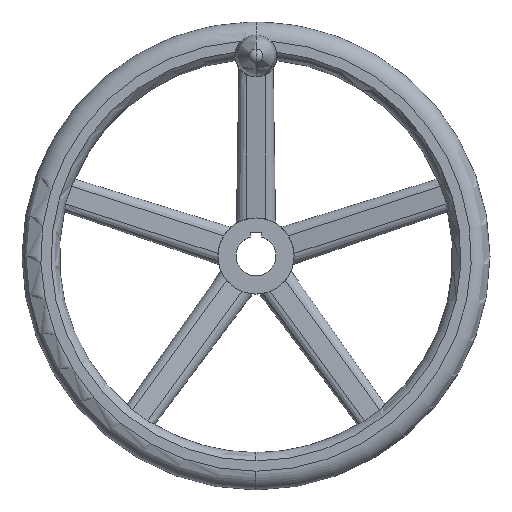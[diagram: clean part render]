
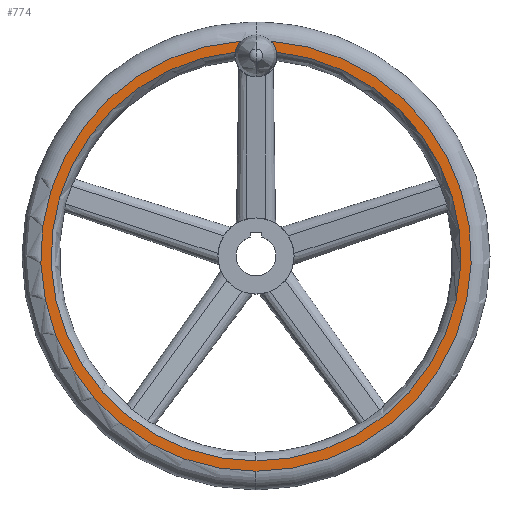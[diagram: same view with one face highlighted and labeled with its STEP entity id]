
A CAD part, top view. The second image highlights one B-rep face of the part: STEP entity #774.
In plain terms, the highlighted planar face has unit normal (0, 0, 1).
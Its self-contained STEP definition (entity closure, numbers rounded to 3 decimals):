
#398=EDGE_CURVE('',#514,#642,#1080,.T.);
#436=EDGE_CURVE('',#782,#982,#1125,.T.);
#452=EDGE_CURVE('',#810,#686,#1144,.T.);
#514=VERTEX_POINT('',#1211);
#642=VERTEX_POINT('',#1349);
#686=VERTEX_POINT('',#1396);
#740=EDGE_CURVE('',#982,#514,#1457,.T.);
#758=EDGE_CURVE('',#642,#686,#1475,.T.);
#774=ADVANCED_FACE('',(#1492),#1493,.F.);
#782=VERTEX_POINT('',#1503);
#810=VERTEX_POINT('',#1538);
#922=EDGE_CURVE('',#782,#810,#1660,.T.);
#982=VERTEX_POINT('',#1723);
#1080=CIRCLE('',#1940,184.0);
#1125=CIRCLE('',#2077,18.0);
#1144=CIRCLE('',#2134,175.156);
#1211=CARTESIAN_POINT('',(0.,-184.0,60.333));
#1349=CARTESIAN_POINT('',(12.907,183.547,60.333));
#1396=CARTESIAN_POINT('',(17.703,174.259,60.333));
#1457=CIRCLE('',#2925,184.0);
#1475=CIRCLE('',#2948,18.0);
#1492=FACE_OUTER_BOUND('',#2972,.T.);
#1493=PLANE('',#2973);
#1503=CARTESIAN_POINT('',(-17.703,174.259,60.333));
#1538=CARTESIAN_POINT('',(0.,-175.156,60.333));
#1660=CIRCLE('',#3488,175.156);
#1723=CARTESIAN_POINT('',(-12.907,183.547,60.333));
#1940=AXIS2_PLACEMENT_3D('',#3819,#3820,#3821);
#2077=AXIS2_PLACEMENT_3D('',#3891,#3892,#3893);
#2134=AXIS2_PLACEMENT_3D('',#3919,#3920,#3921);
#2925=AXIS2_PLACEMENT_3D('',#4243,#4244,#4245);
#2948=AXIS2_PLACEMENT_3D('',#4253,#4254,#4255);
#2972=EDGE_LOOP('',(#4276,#4277,#4278,#4279,#4280,#4281));
#2973=AXIS2_PLACEMENT_3D('',#4282,#4283,#4284);
#3488=AXIS2_PLACEMENT_3D('',#4492,#4493,#4494);
#3819=CARTESIAN_POINT('',(0.,0.,60.333));
#3820=DIRECTION('',(0.,0.,1.0));
#3821=DIRECTION('',(0.,1.0,0.));
#3891=CARTESIAN_POINT('',(0.0,171.0,60.333));
#3892=DIRECTION('',(0.,0.,-1.0));
#3893=DIRECTION('',(-0.717,0.697,0.));
#3919=CARTESIAN_POINT('',(0.,0.,60.333));
#3920=DIRECTION('',(0.,0.,1.0));
#3921=DIRECTION('',(1.0,0.0,0.));
#4243=CARTESIAN_POINT('',(0.,0.,60.333));
#4244=DIRECTION('',(0.,0.,1.0));
#4245=DIRECTION('',(0.,1.0,0.));
#4253=CARTESIAN_POINT('',(0.0,171.0,60.333));
#4254=DIRECTION('',(0.,0.,-1.0));
#4255=DIRECTION('',(-0.717,0.697,0.));
#4276=ORIENTED_EDGE('',*,*,#758,.T.);
#4277=ORIENTED_EDGE('',*,*,#452,.F.);
#4278=ORIENTED_EDGE('',*,*,#922,.F.);
#4279=ORIENTED_EDGE('',*,*,#436,.T.);
#4280=ORIENTED_EDGE('',*,*,#740,.T.);
#4281=ORIENTED_EDGE('',*,*,#398,.T.);
#4282=CARTESIAN_POINT('',(0.,176.0,60.333));
#4283=DIRECTION('',(0.,0.,-1.0));
#4284=DIRECTION('',(0.,-1.0,0.0));
#4492=CARTESIAN_POINT('',(0.,0.,60.333));
#4493=DIRECTION('',(0.,0.,1.0));
#4494=DIRECTION('',(1.0,0.0,0.));
